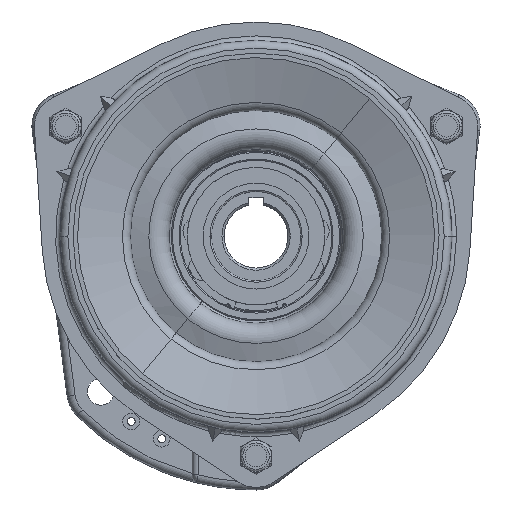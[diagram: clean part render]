
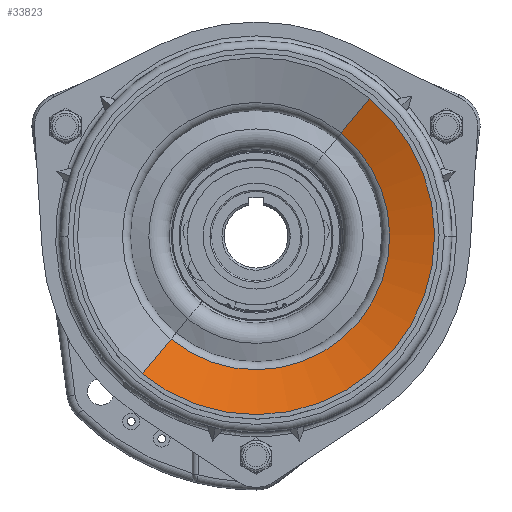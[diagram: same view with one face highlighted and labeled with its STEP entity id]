
A CAD part, top view. The second image highlights one B-rep face of the part: STEP entity #33823.
In plain terms, the highlighted conical face has half-angle 73 degrees and reference radius 80 mm.
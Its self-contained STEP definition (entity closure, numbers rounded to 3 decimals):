
#927 = CARTESIAN_POINT ( 'NONE',  ( 0., 0., 67.269 ) ) ;
#1066 = CIRCLE ( 'NONE', #30332, 80. ) ;
#1564 = LINE ( 'NONE', #29399, #35775 ) ;
#1934 = VECTOR ( 'NONE', #33859, 1000. ) ;
#2124 = DIRECTION ( 'NONE',  ( 0., 0., 1. ) ) ;
#2539 = DIRECTION ( 'NONE',  ( 0., 0., -1. ) ) ;
#2993 = CARTESIAN_POINT ( 'NONE',  ( 50.909, 61.712, 67.269 ) ) ;
#3713 = DIRECTION ( 'NONE',  ( -0.636, -0.771, 0. ) ) ;
#4178 = AXIS2_PLACEMENT_3D ( 'NONE', #19119, #2539, #21916 ) ;
#7721 = DIRECTION ( 'NONE',  ( 0.636, 0.771, 0. ) ) ;
#7781 = ORIENTED_EDGE ( 'NONE', *, *, #16943, .T. ) ;
#10504 = CARTESIAN_POINT ( 'NONE',  ( 0., 0., 67.269 ) ) ;
#14397 = CONICAL_SURFACE ( 'NONE', #23955, 80., 1.274 ) ;
#15060 = CARTESIAN_POINT ( 'NONE',  ( -50.909, -61.712, 67.269 ) ) ;
#15261 = FACE_OUTER_BOUND ( 'NONE', #35526, .T. ) ;
#16943 = EDGE_CURVE ( 'NONE', #33843, #33278, #20200, .T. ) ;
#16985 = ORIENTED_EDGE ( 'NONE', *, *, #23318, .F. ) ;
#17282 = CARTESIAN_POINT ( 'NONE',  ( 50.909, 61.712, 67.269 ) ) ;
#17416 = EDGE_CURVE ( 'NONE', #33278, #28374, #1564, .T. ) ;
#18828 = CARTESIAN_POINT ( 'NONE',  ( 38.096, 46.18, 61.114 ) ) ;
#18948 = CARTESIAN_POINT ( 'NONE',  ( -38.096, -46.18, 61.114 ) ) ;
#19119 = CARTESIAN_POINT ( 'NONE',  ( 0., 0., 61.114 ) ) ;
#20200 = CIRCLE ( 'NONE', #4178, 59.866 ) ;
#20295 = DIRECTION ( 'NONE',  ( 0., 0., -1. ) ) ;
#21916 = DIRECTION ( 'NONE',  ( -0.636, -0.771, 0. ) ) ;
#23219 = VERTEX_POINT ( 'NONE', #2993 ) ;
#23318 = EDGE_CURVE ( 'NONE', #33843, #23219, #24030, .T. ) ;
#23382 = EDGE_CURVE ( 'NONE', #23219, #28374, #1066, .T. ) ;
#23955 = AXIS2_PLACEMENT_3D ( 'NONE', #10504, #2124, #7721 ) ;
#24030 = LINE ( 'NONE', #17282, #1934 ) ;
#26836 = ORIENTED_EDGE ( 'NONE', *, *, #23382, .F. ) ;
#28374 = VERTEX_POINT ( 'NONE', #15060 ) ;
#29399 = CARTESIAN_POINT ( 'NONE',  ( -50.909, -61.712, 67.269 ) ) ;
#30332 = AXIS2_PLACEMENT_3D ( 'NONE', #927, #20295, #3713 ) ;
#32186 = DIRECTION ( 'NONE',  ( -0.609, -0.738, 0.292 ) ) ;
#33278 = VERTEX_POINT ( 'NONE', #18948 ) ;
#33823 = ADVANCED_FACE ( 'NONE', ( #15261 ), #14397, .F. ) ;
#33843 = VERTEX_POINT ( 'NONE', #18828 ) ;
#33859 = DIRECTION ( 'NONE',  ( 0.609, 0.738, 0.292 ) ) ;
#33951 = ORIENTED_EDGE ( 'NONE', *, *, #17416, .T. ) ;
#35526 = EDGE_LOOP ( 'NONE', ( #7781, #33951, #26836, #16985 ) ) ;
#35775 = VECTOR ( 'NONE', #32186, 1000. ) ;
